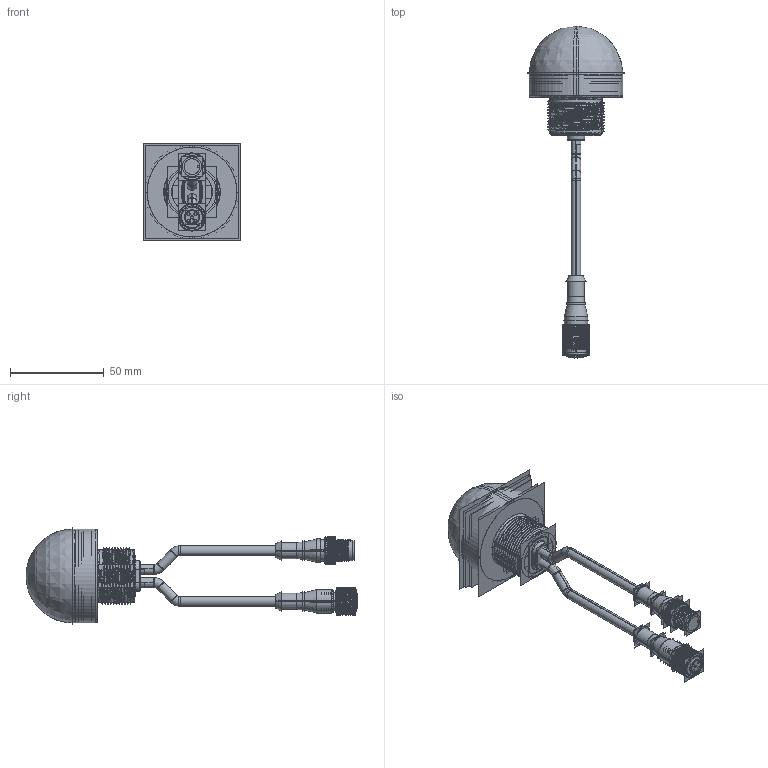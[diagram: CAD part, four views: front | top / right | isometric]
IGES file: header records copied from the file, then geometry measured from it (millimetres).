
Start section:  PTC IGES file: 212850.igs
Global section: file name: 212850.igs; native system: Creo Parametric by PTC Inc.; preprocessor: 2019292; author: PDMAdmin; organization: Unknown; date: 20200120.143958; units: millimetre
Bounding box: 52.03 x 176.68 x 52 mm (x, y, z)
Volume: 40019.5 mm3; surface area: 562222.6 mm2
Topology: 16 solids, 88 shells, 12190 faces, 54080 edges, 64489 vertices
Faces by surface type: bspline 8964, revolution 3226
